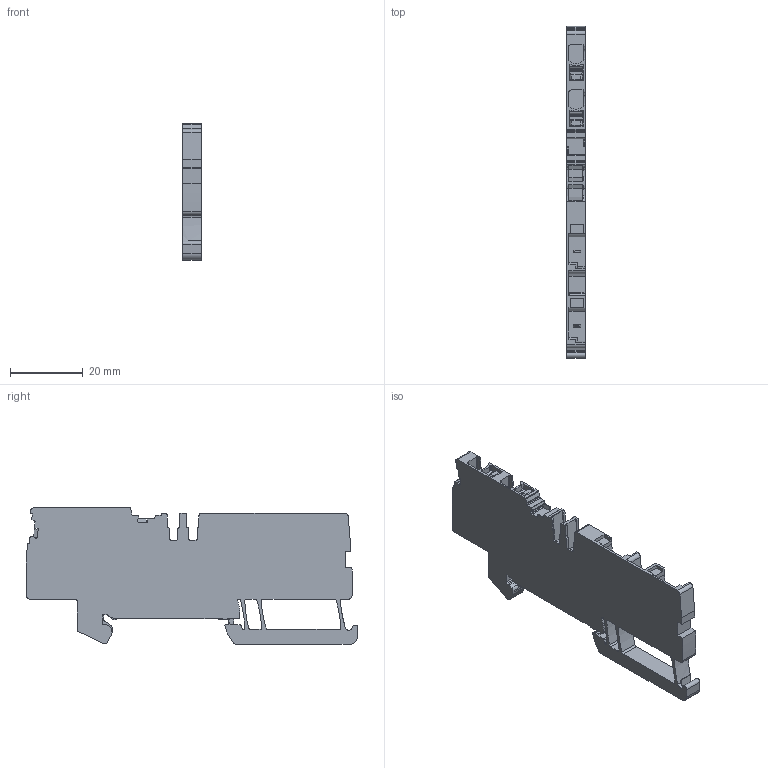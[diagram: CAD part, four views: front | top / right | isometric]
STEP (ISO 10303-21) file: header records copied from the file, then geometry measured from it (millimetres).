
FILE_DESCRIPTION(('CATIA V5 STEP Exchange','CAx-IF Rec.Pracs.--- Model Styling and Organization---1.5--- 2016-08-15','CAx-IF Rec.Pracs.---Supplemental Geometry---1.0---2011-11-01','CAx-IF Rec.Pracs.--- Composite Materials ---1.1---2010-07-15'),'2;1');
FILE_NAME ('2038815-4_1', '2025-11-10T08:30:10+00:00', ('none'), ('Weidmueller'), 'CATIA Version 5-6 Release 2024 SP4', 'CATIA V5 STEP AP214 v3', 'none');
FILE_SCHEMA(('AUTOMOTIVE_DESIGN { 1 0 10303 214 1 1 1 1 }'));
Length unit declared in the file: millimetre
Products named in the file (1): 3051570000
Bounding box: 5.1 x 91.54 x 37.65 mm (x, y, z)
Volume: 10920.3 mm3; surface area: 8362.3 mm2
Topology: 1 solids, 1 shells, 572 faces, 1635 edges, 1070 vertices
Faces by surface type: plane 274, cylinder 262, bspline 18, torus 14, sphere 3, cone 1
Entity records: 19014 total; most frequent: CARTESIAN_POINT 4598, ORIENTED_EDGE 3266, DIRECTION 2472, EDGE_CURVE 1633, VERTEX_POINT 1070, VECTOR 1040, LINE 1040, AXIS2_PLACEMENT_3D 947
